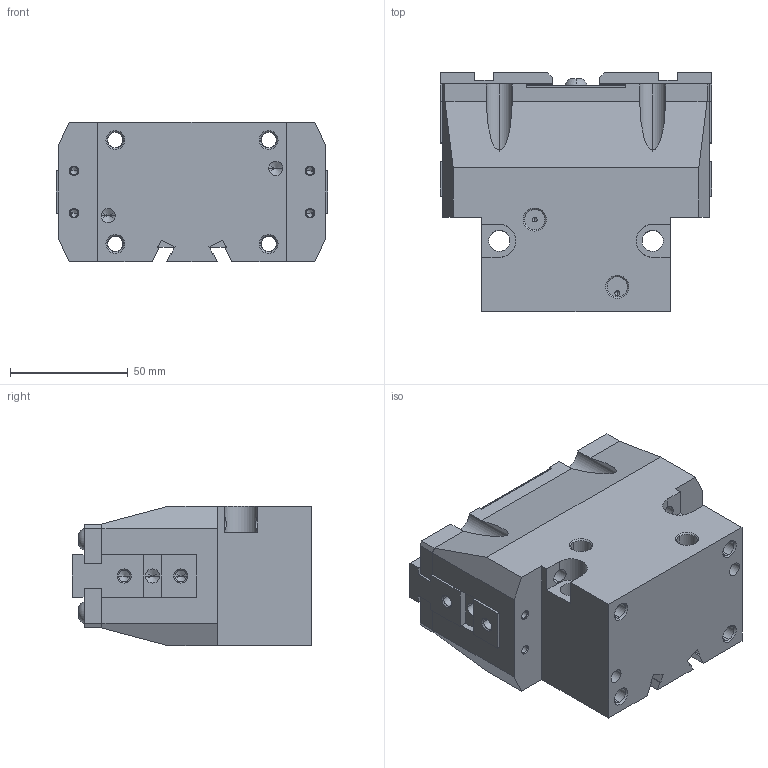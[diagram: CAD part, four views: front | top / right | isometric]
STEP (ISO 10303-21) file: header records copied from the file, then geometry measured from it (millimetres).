
FILE_DESCRIPTION( ( '' ), '1' );
FILE_NAME( 'ope115s_oe975pfs_0_2_14a.stp', '2010-10-25T13:14:56', ( '' ), ( '' ), ' ', ' ', ' ' );
FILE_SCHEMA( ( 'automotive_design' ) );
Length unit declared in the file: millimetre
Products named in the file (3): 1; 2; 3
Bounding box: 115 x 101.5 x 59 mm (x, y, z)
Volume: 477703.7 mm3; surface area: 87044 mm2
Topology: 3 solids, 3 shells, 334 faces, 890 edges, 544 vertices
Faces by surface type: plane 164, cylinder 86, cone 80, torus 4
Entity records: 20348 total; most frequent: CARTESIAN_POINT 2385, STYLED_ITEM 1731, PRESENTATION_STYLE_ASSIGNMENT 1731, COLOUR_RGB 1731, DIRECTION 1712, ORIENTED_EDGE 1700, EDGE_CURVE 850, CURVE_STYLE 850
